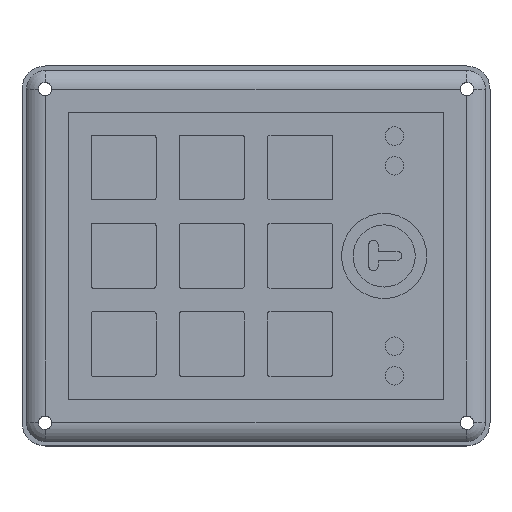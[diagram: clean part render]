
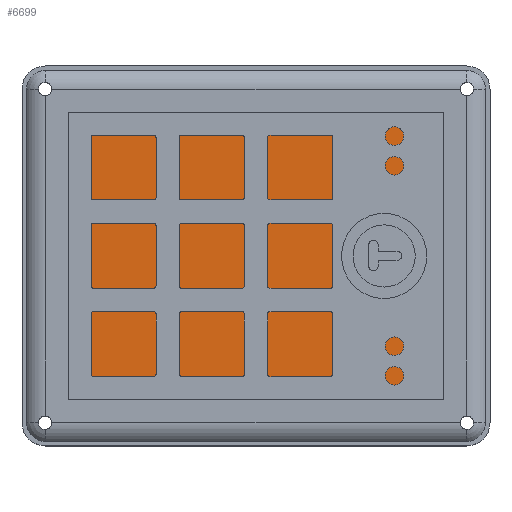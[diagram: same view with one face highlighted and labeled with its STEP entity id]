
A CAD part, top view. The second image highlights one B-rep face of the part: STEP entity #6699.
In plain terms, the highlighted planar face has unit normal (0, 0, 1).
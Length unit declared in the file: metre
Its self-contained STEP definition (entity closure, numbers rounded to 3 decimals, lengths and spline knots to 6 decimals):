
#1814=ORIENTED_EDGE('',*,*,#3202,.F.);
#1815=ORIENTED_EDGE('',*,*,#3199,.T.);
#1816=ORIENTED_EDGE('',*,*,#2590,.T.);
#1817=ORIENTED_EDGE('',*,*,#3205,.F.);
#2590=EDGE_CURVE('',#3579,#3580,#4241,.T.);
#3199=EDGE_CURVE('',#3997,#3579,#4616,.T.);
#3202=EDGE_CURVE('',#3997,#3999,#4619,.T.);
#3205=EDGE_CURVE('',#3999,#3580,#4622,.T.);
#3579=VERTEX_POINT('',#8841);
#3580=VERTEX_POINT('',#8842);
#3997=VERTEX_POINT('',#11179);
#3999=VERTEX_POINT('',#11185);
#4241=LINE('',#8840,#4838);
#4616=LINE('',#11178,#5213);
#4619=LINE('',#11184,#5216);
#4622=LINE('',#11190,#5219);
#4838=VECTOR('',#7344,1.);
#5213=VECTOR('',#8013,1.);
#5216=VECTOR('',#8018,1.);
#5219=VECTOR('',#8023,1.);
#5671=EDGE_LOOP('',(#1814,#1815,#1816,#1817));
#6114=FACE_BOUND('',#5671,.T.);
#6421=PLANE('',#7036);
#6699=ADVANCED_FACE('',(#6114),#6421,.T.);
#7036=AXIS2_PLACEMENT_3D('',#11197,#8035,#8036);
#7344=DIRECTION('',(-1.,0.,0.));
#8013=DIRECTION('',(0.,1.,0.));
#8018=DIRECTION('',(-1.,0.,0.));
#8023=DIRECTION('',(0.,1.,0.));
#8035=DIRECTION('',(0.,0.,1.));
#8036=DIRECTION('',(1.,0.,0.));
#8840=CARTESIAN_POINT('',(0.,0.031,0.003));
#8841=CARTESIAN_POINT('',(0.0405,0.031,0.003));
#8842=CARTESIAN_POINT('',(-0.0405,0.031,0.003));
#11178=CARTESIAN_POINT('',(0.0405,0.,0.003));
#11179=CARTESIAN_POINT('',(0.0405,-0.031,0.003));
#11184=CARTESIAN_POINT('',(0.,-0.031,0.003));
#11185=CARTESIAN_POINT('',(-0.0405,-0.031,0.003));
#11190=CARTESIAN_POINT('',(-0.0405,0.,0.003));
#11197=CARTESIAN_POINT('',(0.,0.,0.003));
